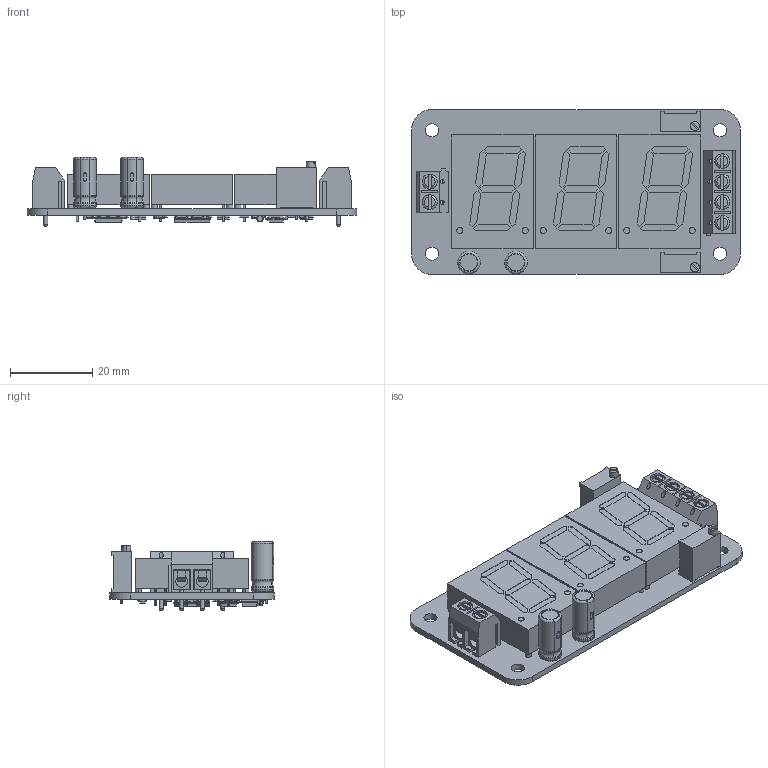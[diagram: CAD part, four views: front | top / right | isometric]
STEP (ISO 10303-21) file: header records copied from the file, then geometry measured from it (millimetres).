
FILE_DESCRIPTION(('Open CASCADE Model'),'2;1');
FILE_NAME('Open CASCADE Shape Model','2018-10-25T18:00:22',('Author'),( 'Open CASCADE'),'Open CASCADE STEP processor 6.8','Open CASCADE 6.8' ,'Unknown');
FILE_SCHEMA(('AUTOMOTIVE_DESIGN { 1 0 10303 214 1 1 1 1 }'));
Length unit declared in the file: millimetre
Products named in the file (84): PCB; BoarduThermometer; X2uThermometer; DG301-5.0-02; DG301-5.0-pin; DG301-5.0-wire-guard; DG301-5.0-screw; Open CASCADE STEP translator 6.8 2.2.1.7; DA2uThermometer; TO-261AA; Open CASCADE STEP translator 6.8 2.3.1.1; Open CASCADE STEP translator 6.8 2.3.1.2; R14uThermometer; RESC-0805; Open CASCADE STEP translator 6.8 2.4.1.1; Open CASCADE STEP translator 6.8 2.4.1.2; R10uThermometer; C7uThermometer; CAPC-0805-T0.75-BN; Open CASCADE STEP translator 6.8 2.6.1.1; Open CASCADE STEP translator 6.8 2.6.1.2; C6uThermometer; HG3uThermometer; LTS3401VE; HG2uThermometer; HG1uThermometer; DA1uThermometer; MS-012AB; Open CASCADE STEP translator 6.8 2.11.1.1; Open CASCADE STEP translator 6.8 2.11.1.2; R11uThermometer; R15uThermometer; R18uThermometer; R20uThermometer; R23uThermometer; R24uThermometer; R25uThermometer; R22uThermometer; X1uThermometer; DG301-5.0-04 ...
Assembly tree (131 placements, depth 4):
  PCB
    BoarduThermometer
    X2uThermometer
      DG301-5.0-02
        DG301-5.0-pin  x2
        DG301-5.0-wire-guard  x2
        DG301-5.0-screw  x2
        Open CASCADE STEP translator 6.8 2.2.1.7
    DA2uThermometer
      TO-261AA
        Open CASCADE STEP translator 6.8 2.3.1.1
        Open CASCADE STEP translator 6.8 2.3.1.2
    R14uThermometer
      RESC-0805
        Open CASCADE STEP translator 6.8 2.4.1.1
        Open CASCADE STEP translator 6.8 2.4.1.2
    R10uThermometer
      RESC-0805
        Open CASCADE STEP translator 6.8 2.4.1.1
        Open CASCADE STEP translator 6.8 2.4.1.2
    C7uThermometer
      CAPC-0805-T0.75-BN
        Open CASCADE STEP translator 6.8 2.6.1.1
        Open CASCADE STEP translator 6.8 2.6.1.2
    C6uThermometer
      CAPC-0805-T0.75-BN
        Open CASCADE STEP translator 6.8 2.6.1.1
        Open CASCADE STEP translator 6.8 2.6.1.2
    HG3uThermometer
      LTS3401VE
    HG2uThermometer
      LTS3401VE
    HG1uThermometer
      LTS3401VE
    DA1uThermometer
      MS-012AB
        Open CASCADE STEP translator 6.8 2.11.1.1
        Open CASCADE STEP translator 6.8 2.11.1.2
    R11uThermometer
      RESC-0805
        Open CASCADE STEP translator 6.8 2.4.1.1
        Open CASCADE STEP translator 6.8 2.4.1.2
    R15uThermometer
      RESC-0805
        Open CASCADE STEP translator 6.8 2.4.1.1
        Open CASCADE STEP translator 6.8 2.4.1.2
    R18uThermometer
      RESC-0805
        Open CASCADE STEP translator 6.8 2.4.1.1
        Open CASCADE STEP translator 6.8 2.4.1.2
    R20uThermometer
      RESC-0805
        Open CASCADE STEP translator 6.8 2.4.1.1
        Open CASCADE STEP translator 6.8 2.4.1.2
    R23uThermometer
      RESC-0805
        Open CASCADE STEP translator 6.8 2.4.1.1
        Open CASCADE STEP translator 6.8 2.4.1.2
    R24uThermometer
      RESC-0805
Bounding box: 80.02 x 40.02 x 16.8 mm (x, y, z)
Volume: 20234.6 mm3; surface area: 19289.2 mm2
Topology: 170 solids, 170 shells, 3654 faces, 9485 edges, 6608 vertices
Faces by surface type: plane 2382, cylinder 1090, sphere 62, bspline 56, torus 44, cone 12, revolution 8
Full cylindrical faces by diameter (mm): 0.5 x4, 0.75 x5, 0.8 x49, 1 x12, 1.3 x6, 1.54 x5, 1.8 x6, 2 x6, 2.5 x6, 2.6 x6, 2.9 x6, 3 x6, 3.2 x4, 3.6 x6, 3.65 x6, 4.125 x4
Entity records: 48100 total; most frequent: CARTESIAN_POINT 8147, DIRECTION 6450, ORIENTED_EDGE 6018, EDGE_CURVE 3009, LINE 2170, VECTOR 2170, AXIS2_PLACEMENT_3D 2138, VERTEX_POINT 1923
